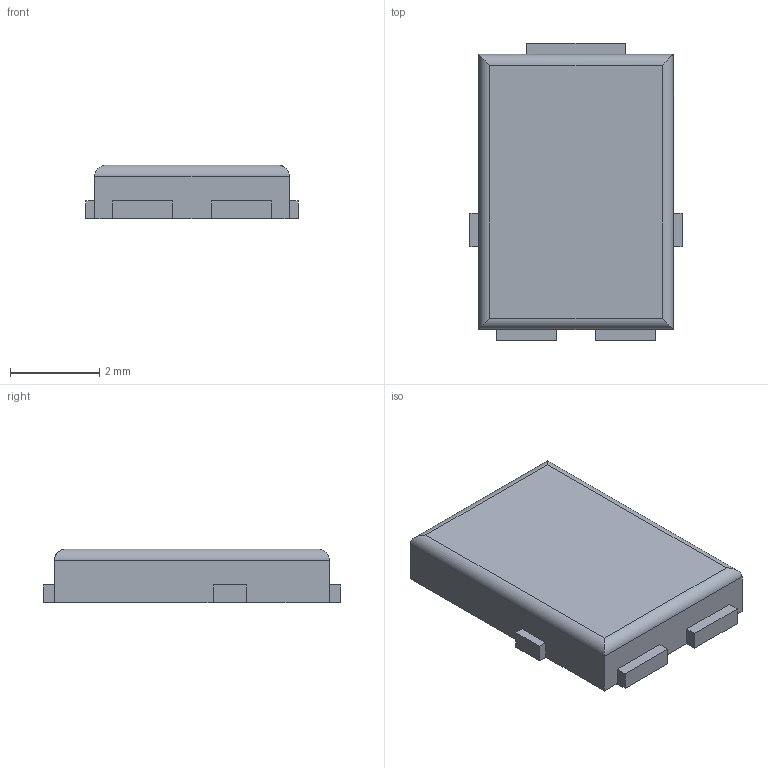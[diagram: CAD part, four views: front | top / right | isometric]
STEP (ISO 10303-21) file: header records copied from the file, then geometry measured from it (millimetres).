
FILE_DESCRIPTION(('FreeCAD Model'),'2;1');
FILE_NAME('User Library-TO-277A.step', '2018-05-14T12:11:52',('kicad StepUp'),('ksu MCAD'), 'Open CASCADE STEP processor 6.8','FreeCAD','Unknown');
FILE_SCHEMA(('AUTOMOTIVE_DESIGN_CC2 { 1 2 10303 214 -1 1 5 4 }'));
Length unit declared in the file: millimetre
Products named in the file (2): ASSEMBLY; User_Library-TO-277A
Assembly tree (1 placements, depth 2):
  ASSEMBLY
    User_Library-TO-277A
Bounding box: 4.75 x 6.65 x 1.2 mm (x, y, z)
Volume: 32.5 mm3; surface area: 80.4 mm2
Topology: 1 solids, 1 shells, 34 faces, 94 edges, 62 vertices
Faces by surface type: plane 30, cylinder 4
Entity records: 1337 total; most frequent: CARTESIAN_POINT 222, ORIENTED_EDGE 188, DIRECTION 156, EDGE_CURVE 94, LINE 84, VECTOR 84, VERTEX_POINT 62, AXIS2_PLACEMENT_3D 36
